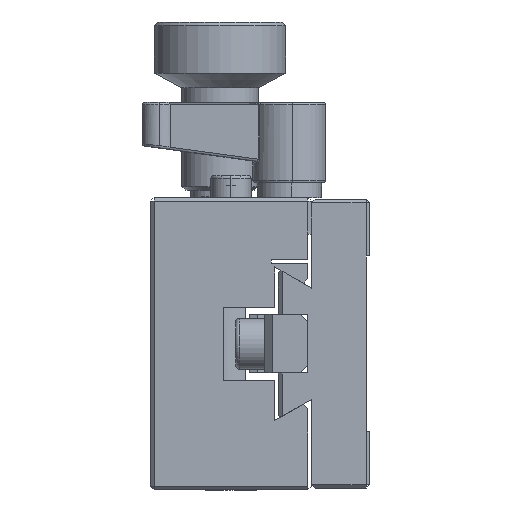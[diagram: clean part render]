
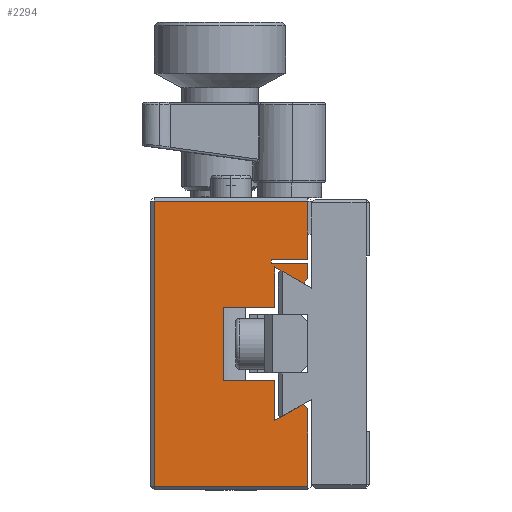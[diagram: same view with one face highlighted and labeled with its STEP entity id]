
A CAD part, left-side view. The second image highlights one B-rep face of the part: STEP entity #2294.
In plain terms, the highlighted planar face has unit normal (-1, 0, 0).
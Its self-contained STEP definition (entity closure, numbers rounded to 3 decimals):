
#474 = LINE ( 'NONE', #6927, #13432 ) ;
#494 = ORIENTED_EDGE ( 'NONE', *, *, #7538, .F. ) ;
#533 = VECTOR ( 'NONE', #10994, 1000. ) ;
#791 = VERTEX_POINT ( 'NONE', #19266 ) ;
#874 = ORIENTED_EDGE ( 'NONE', *, *, #24211, .T. ) ;
#912 = ORIENTED_EDGE ( 'NONE', *, *, #1904, .T. ) ;
#979 = VECTOR ( 'NONE', #8649, 1000. ) ;
#1090 = DIRECTION ( 'NONE',  ( 0., 0., -1. ) ) ;
#1453 = LINE ( 'NONE', #16894, #17059 ) ;
#1535 = CARTESIAN_POINT ( 'NONE',  ( -20., 13.5, 11.5 ) ) ;
#1709 = VERTEX_POINT ( 'NONE', #13741 ) ;
#1904 = EDGE_CURVE ( 'NONE', #2914, #10577, #3031, .T. ) ;
#1922 = CARTESIAN_POINT ( 'NONE',  ( -20., 13., 5. ) ) ;
#1981 = ORIENTED_EDGE ( 'NONE', *, *, #11976, .T. ) ;
#2017 = CARTESIAN_POINT ( 'NONE',  ( -20., 9.134, -8.268 ) ) ;
#2227 = CARTESIAN_POINT ( 'NONE',  ( -20., 13., 5. ) ) ;
#2294 = ADVANCED_FACE ( 'NONE', ( #14793 ), #21241, .T. ) ;
#2508 = VERTEX_POINT ( 'NONE', #13815 ) ;
#2590 = CARTESIAN_POINT ( 'NONE',  ( -20., 13.5, 11.5 ) ) ;
#2914 = VERTEX_POINT ( 'NONE', #9755 ) ;
#2919 = LINE ( 'NONE', #5980, #11736 ) ;
#3008 = LINE ( 'NONE', #8905, #20667 ) ;
#3031 = LINE ( 'NONE', #21771, #10944 ) ;
#3224 = EDGE_CURVE ( 'NONE', #23121, #2914, #20445, .T. ) ;
#3281 = VECTOR ( 'NONE', #21168, 1000. ) ;
#3328 = LINE ( 'NONE', #3784, #22807 ) ;
#3367 = EDGE_CURVE ( 'NONE', #1709, #13408, #22805, .T. ) ;
#3430 = ORIENTED_EDGE ( 'NONE', *, *, #9593, .F. ) ;
#3454 = ORIENTED_EDGE ( 'NONE', *, *, #19674, .F. ) ;
#3673 = CARTESIAN_POINT ( 'NONE',  ( -20., 13., -5. ) ) ;
#3784 = CARTESIAN_POINT ( 'NONE',  ( -20., 13., -5. ) ) ;
#3816 = CARTESIAN_POINT ( 'NONE',  ( -20., 20., -5. ) ) ;
#4116 = DIRECTION ( 'NONE',  ( 0., 0.866, -0.5 ) ) ;
#4256 = DIRECTION ( 'NONE',  ( -1., 0., 0. ) ) ;
#4602 = ORIENTED_EDGE ( 'NONE', *, *, #3224, .T. ) ;
#4752 = CARTESIAN_POINT ( 'NONE',  ( -20., 13.5, 11. ) ) ;
#4971 = ORIENTED_EDGE ( 'NONE', *, *, #22487, .F. ) ;
#5141 = DIRECTION ( 'NONE',  ( 0., 0., -1. ) ) ;
#5763 = ORIENTED_EDGE ( 'NONE', *, *, #20709, .T. ) ;
#5855 = DIRECTION ( 'NONE',  ( 0., 0., -1. ) ) ;
#5960 = LINE ( 'NONE', #22027, #18652 ) ;
#5980 = CARTESIAN_POINT ( 'NONE',  ( -20., 8., -7.613 ) ) ;
#6065 = EDGE_LOOP ( 'NONE', ( #4602, #912, #14329, #3430, #3454, #4971, #494, #5763, #9839, #6342, #12072, #19959, #9598, #874, #7054, #11610, #19442, #13470, #1981 ) ) ;
#6078 = CARTESIAN_POINT ( 'NONE',  ( -20., 8., 7.613 ) ) ;
#6181 = DIRECTION ( 'NONE',  ( 0., 0., 1. ) ) ;
#6342 = ORIENTED_EDGE ( 'NONE', *, *, #9562, .T. ) ;
#6388 = CARTESIAN_POINT ( 'NONE',  ( -20., 29.5, -19.5 ) ) ;
#6496 = DIRECTION ( 'NONE',  ( 0., -0.866, -0.5 ) ) ;
#6578 = CARTESIAN_POINT ( 'NONE',  ( -20., 23.701, 6.299 ) ) ;
#6674 = VECTOR ( 'NONE', #5855, 1000. ) ;
#6927 = CARTESIAN_POINT ( 'NONE',  ( -20., 8.5, 15. ) ) ;
#7054 = ORIENTED_EDGE ( 'NONE', *, *, #16244, .T. ) ;
#7096 = CARTESIAN_POINT ( 'NONE',  ( -20., 8.5, -8.902 ) ) ;
#7171 = DIRECTION ( 'NONE',  ( 0., 0., 1. ) ) ;
#7239 = EDGE_CURVE ( 'NONE', #21859, #8739, #21442, .T. ) ;
#7279 = VERTEX_POINT ( 'NONE', #11716 ) ;
#7316 = VERTEX_POINT ( 'NONE', #2590 ) ;
#7472 = VECTOR ( 'NONE', #6181, 1000. ) ;
#7538 = EDGE_CURVE ( 'NONE', #23938, #791, #474, .T. ) ;
#7940 = EDGE_CURVE ( 'NONE', #13408, #19464, #12802, .T. ) ;
#8247 = CARTESIAN_POINT ( 'NONE',  ( -20., 13., -10.5 ) ) ;
#8289 = LINE ( 'NONE', #2227, #3281 ) ;
#8649 = DIRECTION ( 'NONE',  ( 0., 0., 1. ) ) ;
#8739 = VERTEX_POINT ( 'NONE', #21498 ) ;
#8882 = EDGE_CURVE ( 'NONE', #24341, #1709, #1453, .T. ) ;
#8905 = CARTESIAN_POINT ( 'NONE',  ( -20., 8.5, 7.902 ) ) ;
#8925 = VERTEX_POINT ( 'NONE', #1922 ) ;
#9278 = CARTESIAN_POINT ( 'NONE',  ( -20., 8.5, -15. ) ) ;
#9392 = DIRECTION ( 'NONE',  ( 0., -1., 0. ) ) ;
#9479 = LINE ( 'NONE', #18444, #13296 ) ;
#9562 = EDGE_CURVE ( 'NONE', #2508, #24341, #20565, .T. ) ;
#9593 = EDGE_CURVE ( 'NONE', #14433, #23935, #12881, .T. ) ;
#9598 = ORIENTED_EDGE ( 'NONE', *, *, #7940, .T. ) ;
#9755 = CARTESIAN_POINT ( 'NONE',  ( -20., 9.134, 8.268 ) ) ;
#9839 = ORIENTED_EDGE ( 'NONE', *, *, #12248, .T. ) ;
#9944 = VECTOR ( 'NONE', #12870, 1000. ) ;
#10119 = LINE ( 'NONE', #8247, #7472 ) ;
#10229 = CARTESIAN_POINT ( 'NONE',  ( -20., 8.5, 11. ) ) ;
#10477 = LINE ( 'NONE', #1535, #11936 ) ;
#10505 = AXIS2_PLACEMENT_3D ( 'NONE', #13884, #4256, #17518 ) ;
#10577 = VERTEX_POINT ( 'NONE', #19904 ) ;
#10643 = DIRECTION ( 'NONE',  ( 0., 0., -1. ) ) ;
#10710 = DIRECTION ( 'NONE',  ( 0., 1., 0. ) ) ;
#10764 = DIRECTION ( 'NONE',  ( 0., -0.707, 0.707 ) ) ;
#10792 = CARTESIAN_POINT ( 'NONE',  ( -20., 20., 5. ) ) ;
#10944 = VECTOR ( 'NONE', #10764, 1000. ) ;
#10994 = DIRECTION ( 'NONE',  ( 0., 0., -1. ) ) ;
#11204 = CARTESIAN_POINT ( 'NONE',  ( -20., 13., -10.5 ) ) ;
#11610 = ORIENTED_EDGE ( 'NONE', *, *, #21948, .F. ) ;
#11716 = CARTESIAN_POINT ( 'NONE',  ( -20., 8.5, 19.5 ) ) ;
#11736 = VECTOR ( 'NONE', #4116, 1000. ) ;
#11936 = VECTOR ( 'NONE', #5141, 1000. ) ;
#11976 = EDGE_CURVE ( 'NONE', #8925, #23121, #10119, .T. ) ;
#12072 = ORIENTED_EDGE ( 'NONE', *, *, #8882, .T. ) ;
#12248 = EDGE_CURVE ( 'NONE', #7279, #2508, #5960, .T. ) ;
#12756 = VECTOR ( 'NONE', #6496, 1000. ) ;
#12802 = LINE ( 'NONE', #6578, #17555 ) ;
#12848 = VERTEX_POINT ( 'NONE', #3673 ) ;
#12870 = DIRECTION ( 'NONE',  ( 0., -1., 0. ) ) ;
#12881 = LINE ( 'NONE', #4752, #9944 ) ;
#13183 = DIRECTION ( 'NONE',  ( 0., -1., 0. ) ) ;
#13296 = VECTOR ( 'NONE', #7171, 1000. ) ;
#13408 = VERTEX_POINT ( 'NONE', #7096 ) ;
#13432 = VECTOR ( 'NONE', #10643, 1000. ) ;
#13470 = ORIENTED_EDGE ( 'NONE', *, *, #22806, .F. ) ;
#13741 = CARTESIAN_POINT ( 'NONE',  ( -20., 8.5, -19.5 ) ) ;
#13776 = CARTESIAN_POINT ( 'NONE',  ( -20., 13.5, 11. ) ) ;
#13815 = CARTESIAN_POINT ( 'NONE',  ( -20., 29.5, 19.5 ) ) ;
#13884 = CARTESIAN_POINT ( 'NONE',  ( -20., 30., 0. ) ) ;
#13926 = EDGE_CURVE ( 'NONE', #23935, #10577, #3008, .T. ) ;
#14329 = ORIENTED_EDGE ( 'NONE', *, *, #13926, .F. ) ;
#14433 = VERTEX_POINT ( 'NONE', #13776 ) ;
#14590 = DIRECTION ( 'NONE',  ( 0., 1., 0. ) ) ;
#14793 = FACE_OUTER_BOUND ( 'NONE', #6065, .T. ) ;
#14883 = VERTEX_POINT ( 'NONE', #11204 ) ;
#16244 = EDGE_CURVE ( 'NONE', #14883, #12848, #9479, .T. ) ;
#16894 = CARTESIAN_POINT ( 'NONE',  ( -20., 8., -19.5 ) ) ;
#17059 = VECTOR ( 'NONE', #13183, 1000. ) ;
#17144 = LINE ( 'NONE', #22025, #17437 ) ;
#17437 = VECTOR ( 'NONE', #10710, 1000. ) ;
#17518 = DIRECTION ( 'NONE',  ( 0., 0., 1. ) ) ;
#17555 = VECTOR ( 'NONE', #17872, 1000. ) ;
#17872 = DIRECTION ( 'NONE',  ( 0., 0.707, 0.707 ) ) ;
#17889 = CARTESIAN_POINT ( 'NONE',  ( -20., 8.5, 15. ) ) ;
#18255 = CARTESIAN_POINT ( 'NONE',  ( -20., 8.5, 20. ) ) ;
#18444 = CARTESIAN_POINT ( 'NONE',  ( -20., 13., -10.5 ) ) ;
#18652 = VECTOR ( 'NONE', #14590, 1000. ) ;
#19266 = CARTESIAN_POINT ( 'NONE',  ( -20., 8.5, 11.5 ) ) ;
#19442 = ORIENTED_EDGE ( 'NONE', *, *, #7239, .F. ) ;
#19464 = VERTEX_POINT ( 'NONE', #2017 ) ;
#19674 = EDGE_CURVE ( 'NONE', #7316, #14433, #10477, .T. ) ;
#19759 = CARTESIAN_POINT ( 'NONE',  ( -20., 29.5, -20. ) ) ;
#19848 = LINE ( 'NONE', #18255, #979 ) ;
#19904 = CARTESIAN_POINT ( 'NONE',  ( -20., 8.5, 8.902 ) ) ;
#19959 = ORIENTED_EDGE ( 'NONE', *, *, #3367, .T. ) ;
#20445 = LINE ( 'NONE', #6078, #12756 ) ;
#20565 = LINE ( 'NONE', #19759, #533 ) ;
#20667 = VECTOR ( 'NONE', #1090, 1000. ) ;
#20709 = EDGE_CURVE ( 'NONE', #23938, #7279, #19848, .T. ) ;
#21168 = DIRECTION ( 'NONE',  ( 0., 1., 0. ) ) ;
#21241 = PLANE ( 'NONE',  #10505 ) ;
#21442 = LINE ( 'NONE', #3816, #6674 ) ;
#21498 = CARTESIAN_POINT ( 'NONE',  ( -20., 20., -5. ) ) ;
#21771 = CARTESIAN_POINT ( 'NONE',  ( -20., 23.701, -6.299 ) ) ;
#21859 = VERTEX_POINT ( 'NONE', #10792 ) ;
#21948 = EDGE_CURVE ( 'NONE', #8739, #12848, #3328, .T. ) ;
#22025 = CARTESIAN_POINT ( 'NONE',  ( -20., 8.5, 11.5 ) ) ;
#22027 = CARTESIAN_POINT ( 'NONE',  ( -20., 30., 19.5 ) ) ;
#22208 = VECTOR ( 'NONE', #22478, 1000. ) ;
#22478 = DIRECTION ( 'NONE',  ( 0., 0., 1. ) ) ;
#22487 = EDGE_CURVE ( 'NONE', #791, #7316, #17144, .T. ) ;
#22805 = LINE ( 'NONE', #9278, #22208 ) ;
#22806 = EDGE_CURVE ( 'NONE', #8925, #21859, #8289, .T. ) ;
#22807 = VECTOR ( 'NONE', #9392, 1000. ) ;
#23121 = VERTEX_POINT ( 'NONE', #24390 ) ;
#23935 = VERTEX_POINT ( 'NONE', #10229 ) ;
#23938 = VERTEX_POINT ( 'NONE', #17889 ) ;
#24211 = EDGE_CURVE ( 'NONE', #19464, #14883, #2919, .T. ) ;
#24341 = VERTEX_POINT ( 'NONE', #6388 ) ;
#24390 = CARTESIAN_POINT ( 'NONE',  ( -20., 13., 10.5 ) ) ;
